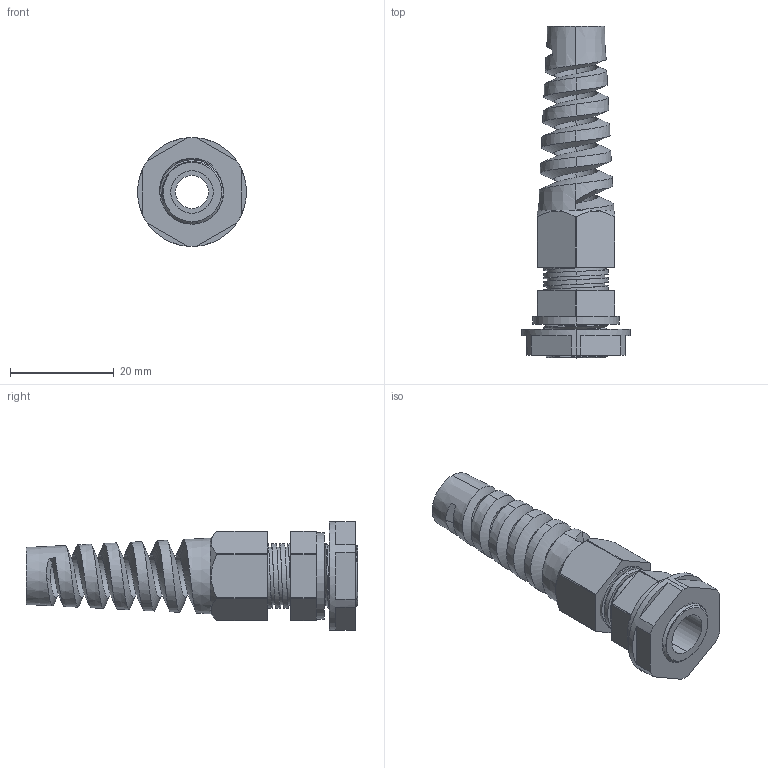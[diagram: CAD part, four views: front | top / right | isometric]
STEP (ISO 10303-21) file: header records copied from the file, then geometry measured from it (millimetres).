
FILE_DESCRIPTION (( 'STEP AP203' ), '1' );
FILE_NAME ('BSSPX-21-W.step', '2016-02-11T13:31:53', ( '' ), ( '' ), 'SwSTEP 2.0', 'SolidWorks 2015', '' );
FILE_SCHEMA (( 'CONFIG_CONTROL_DESIGN' ));
Length unit declared in the file: millimetre
Products named in the file (1): BSSPX-21-W
Bounding box: 21 x 64 x 21 mm (x, y, z)
Volume: 5677.2 mm3; surface area: 8262.5 mm2
Topology: 5 solids, 5 shells, 230 faces, 648 edges, 431 vertices
Faces by surface type: plane 104, cylinder 90, cone 18, bspline 16, torus 2
Entity records: 13577 total; most frequent: CARTESIAN_POINT 7956, ORIENTED_EDGE 1296, DIRECTION 1043, EDGE_CURVE 648, VERTEX_POINT 431, AXIS2_PLACEMENT_3D 379, LINE 285, VECTOR 285
